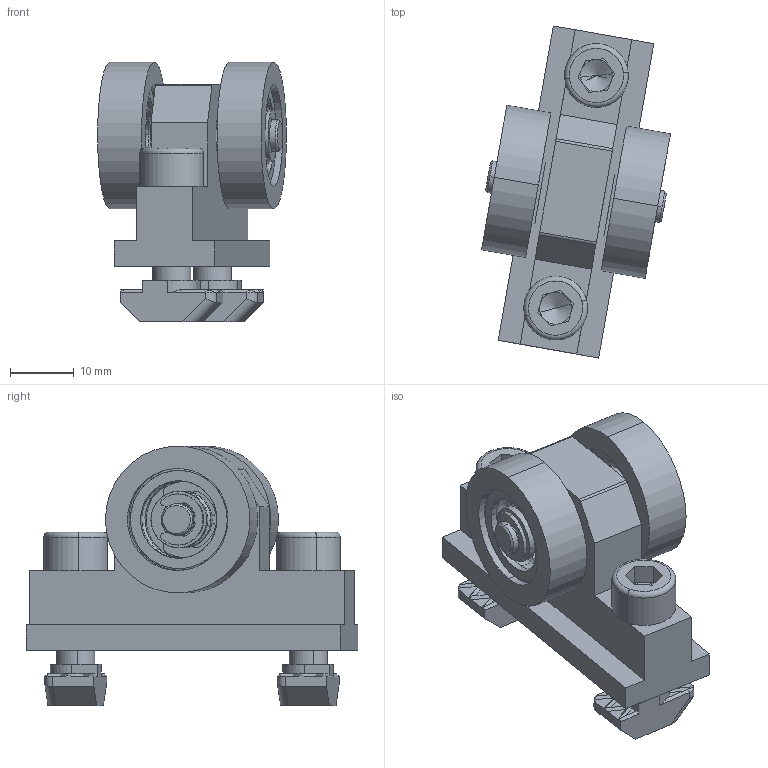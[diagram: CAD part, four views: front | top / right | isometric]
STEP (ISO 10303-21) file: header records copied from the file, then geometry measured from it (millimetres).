
FILE_DESCRIPTION (( 'STEP AP203' ), '1' );
FILE_NAME ('AL-PBDS30.PB Ðîëèê äëÿ ïðîôèëÿ ðàçäâèæíîé äâåðè 30.STEP', '2024-07-16T13:19:29', ( '' ), ( '' ), 'SwSTEP 2.0', 'SolidWorks 2021', '' );
FILE_SCHEMA (( 'CONFIG_CONTROL_DESIGN' ));
Length unit declared in the file: millimetre
Products named in the file (1): AL-PBDS30.PB Ðîëèê äëÿ ïðîôèëÿ ðàçäâèæíîé äâåðè 30
Bounding box: 29.58 x 52.01 x 40.7 mm (x, y, z)
Surface area: 11621.8 mm2 (no closed solid volume)
Topology: 0 solids, 76 shells, 339 faces, 1013 edges, 734 vertices
Faces by surface type: plane 160, cylinder 91, bspline 72, cone 12, torus 4
Entity records: 14038 total; most frequent: CARTESIAN_POINT 5021, DIRECTION 1993, ORIENTED_EDGE 1587, EDGE_CURVE 1009, AXIS2_PLACEMENT_3D 776, VERTEX_POINT 734, CIRCLE 508, VECTOR 441
